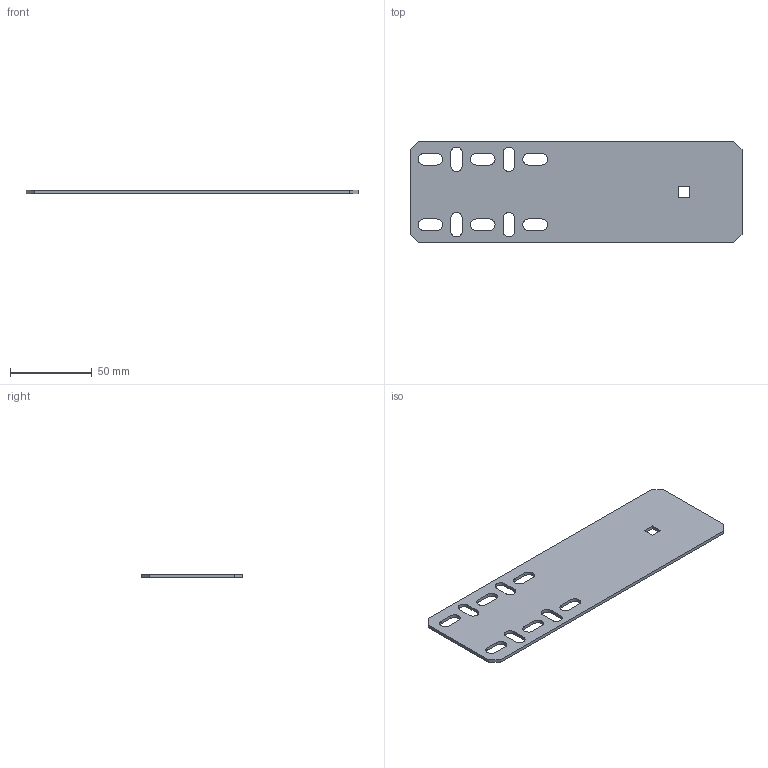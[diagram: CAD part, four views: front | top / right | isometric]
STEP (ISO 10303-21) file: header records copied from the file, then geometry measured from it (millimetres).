
FILE_DESCRIPTION (( 'STEP AP203' ), '1' );
FILE_NAME ('烂扰 001.07.101 想囫蜩磬 痦桊 耦邃.STEP', '2016-02-08T11:39:22', ( '' ), ( '' ), 'SwSTEP 2.0', 'SolidWorks 2014', '' );
FILE_SCHEMA (( 'CONFIG_CONTROL_DESIGN' ));
Length unit declared in the file: millimetre
Products named in the file (1): 烂扰 001.07.101 想囫蜩磬 痦桊 耦邃
Bounding box: 203 x 62 x 2 mm (x, y, z)
Volume: 23084.3 mm3; surface area: 24936.7 mm2
Topology: 1 solids, 1 shells, 54 faces, 156 edges, 104 vertices
Faces by surface type: plane 34, cylinder 20
Entity records: 1901 total; most frequent: CARTESIAN_POINT 315, ORIENTED_EDGE 312, DIRECTION 306, EDGE_CURVE 156, LINE 116, VECTOR 116, VERTEX_POINT 104, AXIS2_PLACEMENT_3D 95
